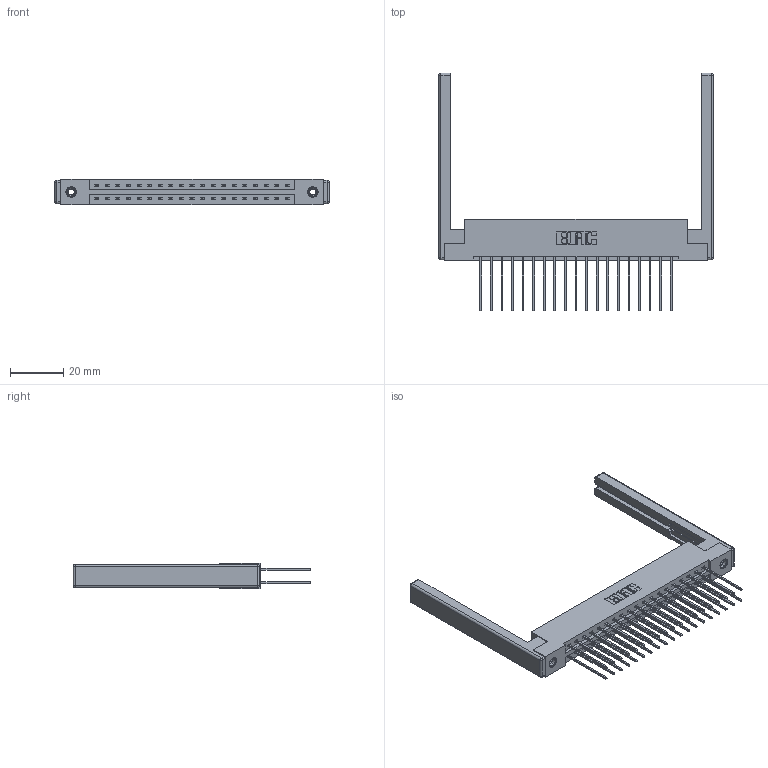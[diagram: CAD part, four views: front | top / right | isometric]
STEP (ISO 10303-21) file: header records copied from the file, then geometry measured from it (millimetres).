
FILE_DESCRIPTION (( 'STEP AP203' ), '1' );
FILE_NAME ('337-038-541-268.STEP', '2019-10-09T10:54:12', ( '' ), ( '' ), 'SwSTEP 2.0', 'SolidWorks 2016', '' );
FILE_SCHEMA (( 'CONFIG_CONTROL_DESIGN' ));
Length unit declared in the file: inch
Products named in the file (5): 337 Part_Flush Mounting Lugs - 0.156 Dia-TI; 307-220-068; 345-250-001_345-250-001-102; 345-292-001_345-293-141; 337-038-541-268
Assembly tree (43 placements, depth 2):
  337-038-541-268
    337 Part_Flush Mounting Lugs - 0.156 Dia-TI
    345-292-001_345-293-141  x38
    345-250-001_345-250-001-102  x2
    307-220-068  x2
Bounding box: 102.72 x 89.03 x 9.4 mm (x, y, z)
Volume: 15121.8 mm3; surface area: 17043.5 mm2
Topology: 43 solids, 43 shells, 2320 faces, 6819 edges, 4474 vertices
Faces by surface type: plane 1602, cylinder 694, cone 12, sphere 8, torus 4
Entity records: 20484 total; most frequent: CARTESIAN_POINT 3435, ORIENTED_EDGE 3360, DIRECTION 3034, EDGE_CURVE 1680, VECTOR 1502, LINE 1502, VERTEX_POINT 1110, AXIS2_PLACEMENT_3D 766
